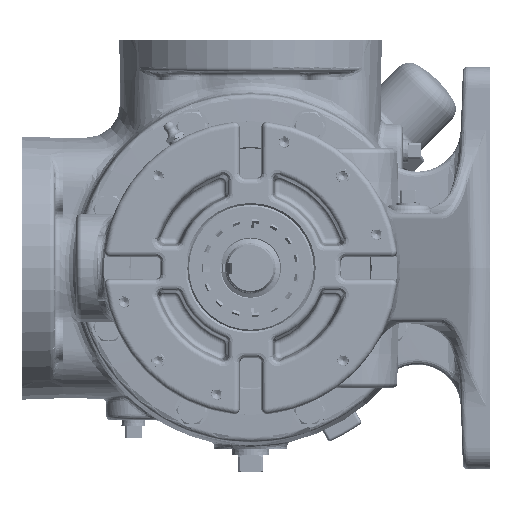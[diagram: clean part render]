
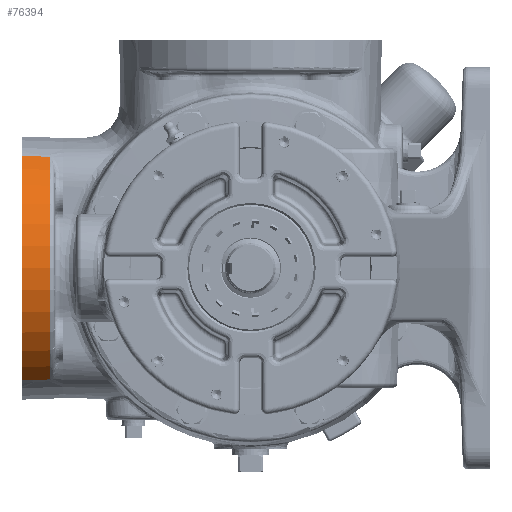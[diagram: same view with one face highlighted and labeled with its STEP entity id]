
A CAD part, left-side view. The second image highlights one B-rep face of the part: STEP entity #76394.
In plain terms, the highlighted conical face has half-angle 2 degrees and reference radius 76.351 mm.
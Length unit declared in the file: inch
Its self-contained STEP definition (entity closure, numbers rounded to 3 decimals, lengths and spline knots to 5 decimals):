
#3803 = DIRECTION ( 'NONE',  ( 0., 1., 0. ) ) ;
#4279 = CARTESIAN_POINT ( 'NONE',  ( 1.25055, 4.82721, 2.56367 ) ) ;
#28010 = VERTEX_POINT ( 'NONE', #210449 ) ;
#30137 = ORIENTED_EDGE ( 'NONE', *, *, #185535, .F. ) ;
#37071 = VERTEX_POINT ( 'NONE', #66435 ) ;
#45533 = CARTESIAN_POINT ( 'NONE',  ( 1.25492, 4.61581, 2.55768 ) ) ;
#50475 = B_SPLINE_CURVE_WITH_KNOTS ( 'NONE', 3,
 ( #256757, #91760, #71807, #235332 ),
 .UNSPECIFIED., .F., .F.,
 ( 4, 4 ),
 ( 0.00432, 0.02044 ),
 .UNSPECIFIED. ) ;
#64857 = EDGE_CURVE ( 'NONE', #37071, #86499, #116974, .T. ) ;
#64907 = EDGE_CURVE ( 'NONE', #86499, #226682, #185366, .T. ) ;
#66435 = CARTESIAN_POINT ( 'NONE',  ( 1.25492, 4.61581, -2.55768 ) ) ;
#71807 = CARTESIAN_POINT ( 'NONE',  ( 1.25055, 4.82721, -2.56367 ) ) ;
#76394 = ADVANCED_FACE ( 'Defeatured_0_1637', ( #276275 ), #236392, .T. ) ;
#86499 = VERTEX_POINT ( 'NONE', #45533 ) ;
#90910 = CARTESIAN_POINT ( 'NONE',  ( 1.24181, 5.25, 2.57565 ) ) ;
#91760 = CARTESIAN_POINT ( 'NONE',  ( 1.24618, 5.0386, -2.56966 ) ) ;
#116974 = CIRCLE ( 'NONE', #258531, 2.97785 ) ;
#127458 = ORIENTED_EDGE ( 'NONE', *, *, #294580, .T. ) ;
#135954 = ORIENTED_EDGE ( 'NONE', *, *, #64907, .T. ) ;
#146451 = CARTESIAN_POINT ( 'NONE',  ( 1.25492, 4.61581, 2.55768 ) ) ;
#147972 = DIRECTION ( 'NONE',  ( 0., 1., 0. ) ) ;
#154718 = AXIS2_PLACEMENT_3D ( 'NONE', #277488, #3803, #231631 ) ;
#159722 = CIRCLE ( 'NONE', #154718, 3. ) ;
#172393 = CARTESIAN_POINT ( 'NONE',  ( 2.78, 4.61581, 0. ) ) ;
#178549 = DIRECTION ( 'NONE',  ( 1., 0., 0. ) ) ;
#183037 = CARTESIAN_POINT ( 'NONE',  ( 2.78, 5.42, 0. ) ) ;
#185366 = B_SPLINE_CURVE_WITH_KNOTS ( 'NONE', 3,
 ( #146451, #4279, #236636, #218246 ),
 .UNSPECIFIED., .F., .F.,
 ( 4, 4 ),
 ( 0., 0.01612 ),
 .UNSPECIFIED. ) ;
#185535 = EDGE_CURVE ( 'NONE', #28010, #226682, #159722, .T. ) ;
#187943 = AXIS2_PLACEMENT_3D ( 'NONE', #183037, #251860, #178549 ) ;
#190756 = DIRECTION ( 'NONE',  ( -1., 0., 0. ) ) ;
#210449 = CARTESIAN_POINT ( 'NONE',  ( 1.24181, 5.25, -2.57565 ) ) ;
#218246 = CARTESIAN_POINT ( 'NONE',  ( 1.24181, 5.25, 2.57565 ) ) ;
#226682 = VERTEX_POINT ( 'NONE', #90910 ) ;
#231631 = DIRECTION ( 'NONE',  ( 1., 0., 0. ) ) ;
#235332 = CARTESIAN_POINT ( 'NONE',  ( 1.25492, 4.61581, -2.55768 ) ) ;
#236392 = CONICAL_SURFACE ( 'NONE', #187943, 3.00594, 0.035 ) ;
#236636 = CARTESIAN_POINT ( 'NONE',  ( 1.24618, 5.0386, 2.56966 ) ) ;
#244934 = ORIENTED_EDGE ( 'NONE', *, *, #64857, .T. ) ;
#251860 = DIRECTION ( 'NONE',  ( 0., 1., 0. ) ) ;
#256757 = CARTESIAN_POINT ( 'NONE',  ( 1.24181, 5.25, -2.57565 ) ) ;
#258531 = AXIS2_PLACEMENT_3D ( 'NONE', #172393, #147972, #190756 ) ;
#276275 = FACE_OUTER_BOUND ( 'NONE', #284646, .T. ) ;
#277488 = CARTESIAN_POINT ( 'NONE',  ( 2.78, 5.25, 0. ) ) ;
#284646 = EDGE_LOOP ( 'NONE', ( #30137, #127458, #244934, #135954 ) ) ;
#294580 = EDGE_CURVE ( 'NONE', #28010, #37071, #50475, .T. ) ;
